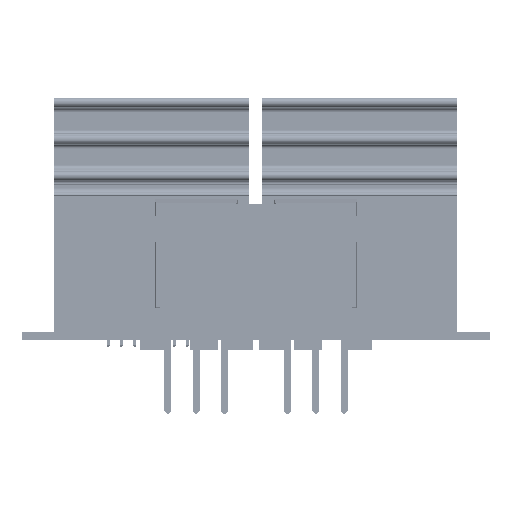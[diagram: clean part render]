
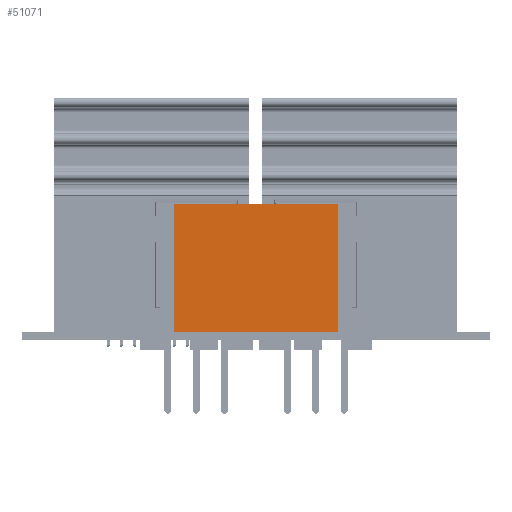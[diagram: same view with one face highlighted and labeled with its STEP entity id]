
A CAD part, left-side view. The second image highlights one B-rep face of the part: STEP entity #51071.
In plain terms, the highlighted planar face has unit normal (-1, 0, 0).
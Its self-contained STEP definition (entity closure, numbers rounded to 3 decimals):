
#51046 = VERTEX_POINT('',#51047);
#51047 = CARTESIAN_POINT('',(-7.,-15.75,24.5));
#51053 = EDGE_CURVE('',#51054,#51046,#51056,.T.);
#51054 = VERTEX_POINT('',#51055);
#51055 = CARTESIAN_POINT('',(-7.,-15.75,0.));
#51056 = LINE('',#51057,#51058);
#51057 = CARTESIAN_POINT('',(-7.,-15.75,0.));
#51058 = VECTOR('',#51059,1.);
#51059 = DIRECTION('',(0.,0.,1.));
#51071 = ADVANCED_FACE('',(#51072),#51097,.T.);
#51072 = FACE_BOUND('',#51073,.T.);
#51073 = EDGE_LOOP('',(#51074,#51075,#51083,#51091));
#51074 = ORIENTED_EDGE('',*,*,#51053,.T.);
#51075 = ORIENTED_EDGE('',*,*,#51076,.T.);
#51076 = EDGE_CURVE('',#51046,#51077,#51079,.T.);
#51077 = VERTEX_POINT('',#51078);
#51078 = CARTESIAN_POINT('',(-7.,15.75,24.5));
#51079 = LINE('',#51080,#51081);
#51080 = CARTESIAN_POINT('',(-7.,-15.75,24.5));
#51081 = VECTOR('',#51082,1.);
#51082 = DIRECTION('',(0.,1.,0.));
#51083 = ORIENTED_EDGE('',*,*,#51084,.F.);
#51084 = EDGE_CURVE('',#51085,#51077,#51087,.T.);
#51085 = VERTEX_POINT('',#51086);
#51086 = CARTESIAN_POINT('',(-7.,15.75,0.));
#51087 = LINE('',#51088,#51089);
#51088 = CARTESIAN_POINT('',(-7.,15.75,0.));
#51089 = VECTOR('',#51090,1.);
#51090 = DIRECTION('',(0.,0.,1.));
#51091 = ORIENTED_EDGE('',*,*,#51092,.F.);
#51092 = EDGE_CURVE('',#51054,#51085,#51093,.T.);
#51093 = LINE('',#51094,#51095);
#51094 = CARTESIAN_POINT('',(-7.,-15.75,0.));
#51095 = VECTOR('',#51096,1.);
#51096 = DIRECTION('',(0.,1.,0.));
#51097 = PLANE('',#51098);
#51098 = AXIS2_PLACEMENT_3D('',#51099,#51100,#51101);
#51099 = CARTESIAN_POINT('',(-7.,-15.75,0.));
#51100 = DIRECTION('',(-1.,0.,0.));
#51101 = DIRECTION('',(0.,1.,0.));
